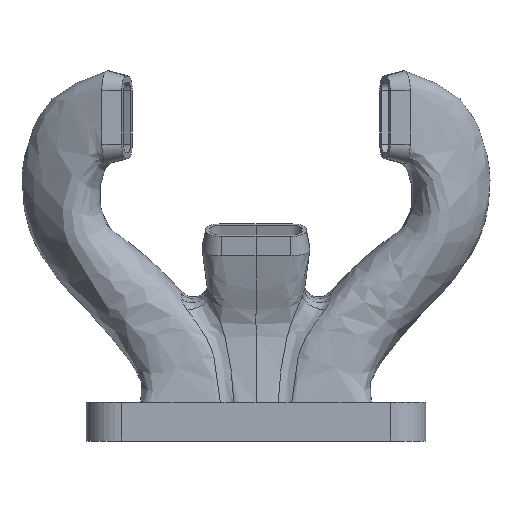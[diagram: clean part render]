
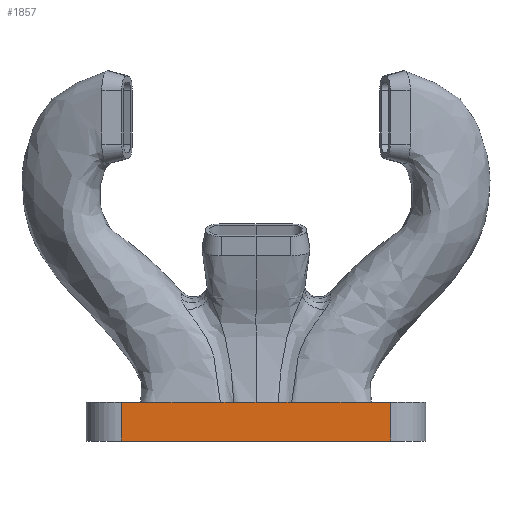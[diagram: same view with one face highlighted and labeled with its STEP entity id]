
A CAD part, front view. The second image highlights one B-rep face of the part: STEP entity #1857.
In plain terms, the highlighted planar face has unit normal (0, -1, 0).
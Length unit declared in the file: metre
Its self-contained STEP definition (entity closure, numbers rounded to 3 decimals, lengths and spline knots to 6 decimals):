
#62=LINE('',#2609,#198);
#68=LINE('',#2716,#204);
#69=LINE('',#2718,#205);
#70=LINE('',#2725,#206);
#71=LINE('',#2732,#207);
#72=LINE('',#2734,#208);
#73=LINE('',#2736,#209);
#74=LINE('',#2738,#210);
#75=LINE('',#2740,#211);
#198=VECTOR('',#2067,1.);
#204=VECTOR('',#2083,1.);
#205=VECTOR('',#2084,1.);
#206=VECTOR('',#2085,1.);
#207=VECTOR('',#2086,1.);
#208=VECTOR('',#2087,1.);
#209=VECTOR('',#2088,1.);
#210=VECTOR('',#2089,1.);
#211=VECTOR('',#2090,1.);
#372=ORIENTED_EDGE('',*,*,#941,.T.);
#373=ORIENTED_EDGE('',*,*,#952,.F.);
#374=ORIENTED_EDGE('',*,*,#953,.T.);
#375=ORIENTED_EDGE('',*,*,#954,.T.);
#376=ORIENTED_EDGE('',*,*,#955,.T.);
#377=ORIENTED_EDGE('',*,*,#956,.T.);
#378=ORIENTED_EDGE('',*,*,#957,.F.);
#379=ORIENTED_EDGE('',*,*,#958,.F.);
#380=ORIENTED_EDGE('',*,*,#959,.F.);
#381=ORIENTED_EDGE('',*,*,#960,.F.);
#382=ORIENTED_EDGE('',*,*,#961,.T.);
#941=EDGE_CURVE('',#1232,#1230,#62,.T.);
#952=EDGE_CURVE('',#1242,#1230,#68,.T.);
#953=EDGE_CURVE('',#1242,#1243,#69,.T.);
#954=EDGE_CURVE('',#1243,#1244,#1424,.F.);
#955=EDGE_CURVE('',#1244,#1245,#70,.T.);
#956=EDGE_CURVE('',#1245,#1246,#1425,.F.);
#957=EDGE_CURVE('',#1247,#1246,#71,.T.);
#958=EDGE_CURVE('',#1248,#1247,#72,.T.);
#959=EDGE_CURVE('',#1249,#1248,#73,.T.);
#960=EDGE_CURVE('',#1250,#1249,#74,.T.);
#961=EDGE_CURVE('',#1250,#1232,#75,.T.);
#1230=VERTEX_POINT('',#2607);
#1232=VERTEX_POINT('',#2610);
#1242=VERTEX_POINT('',#2717);
#1243=VERTEX_POINT('',#2719);
#1244=VERTEX_POINT('',#2724);
#1245=VERTEX_POINT('',#2726);
#1246=VERTEX_POINT('',#2731);
#1247=VERTEX_POINT('',#2733);
#1248=VERTEX_POINT('',#2735);
#1249=VERTEX_POINT('',#2737);
#1250=VERTEX_POINT('',#2739);
#1424=B_SPLINE_CURVE_WITH_KNOTS('',3,(#2720,#2721,#2722,#2723),
 .UNSPECIFIED.,.F.,.F.,(4,4),(0.,1.),.UNSPECIFIED.);
#1425=B_SPLINE_CURVE_WITH_KNOTS('',3,(#2727,#2728,#2729,#2730),
 .UNSPECIFIED.,.F.,.F.,(4,4),(0.,1.),.UNSPECIFIED.);
#1558=EDGE_LOOP('',(#372,#373,#374,#375,#376,#377,#378,#379,#380,#381,#382));
#1682=FACE_BOUND('',#1558,.T.);
#1801=PLANE('',#1982);
#1857=ADVANCED_FACE('',(#1682),#1801,.F.);
#1982=AXIS2_PLACEMENT_3D('',#2715,#2081,#2082);
#2067=DIRECTION('',(1.,0.,0.));
#2081=DIRECTION('',(0.,1.,0.));
#2082=DIRECTION('',(0.,0.,1.));
#2083=DIRECTION('',(0.,0.,-1.));
#2084=DIRECTION('',(-1.,0.,0.));
#2085=DIRECTION('',(-1.,0.,0.));
#2086=DIRECTION('',(1.,0.,0.));
#2087=DIRECTION('',(1.,0.,0.));
#2088=DIRECTION('',(1.,0.,0.));
#2089=DIRECTION('',(1.,0.,0.));
#2090=DIRECTION('',(0.,0.,-1.));
#2607=CARTESIAN_POINT('',(0.0175,-0.007,0.));
#2609=CARTESIAN_POINT('',(-0.01625,-0.007,0.));
#2610=CARTESIAN_POINT('',(-0.0175,-0.007,0.));
#2715=CARTESIAN_POINT('',(-0.01625,-0.007,0.005));
#2716=CARTESIAN_POINT('',(0.0175,-0.007,0.005));
#2717=CARTESIAN_POINT('',(0.0175,-0.007,0.005));
#2718=CARTESIAN_POINT('',(0.01625,-0.007,0.005));
#2719=CARTESIAN_POINT('',(0.013,-0.007,0.005));
#2720=CARTESIAN_POINT('',(0.0055,-0.007,0.005));
#2721=CARTESIAN_POINT('',(0.008,-0.007,0.005));
#2722=CARTESIAN_POINT('',(0.0105,-0.007,0.005));
#2723=CARTESIAN_POINT('',(0.013,-0.007,0.005));
#2724=CARTESIAN_POINT('',(0.0055,-0.007,0.005));
#2725=CARTESIAN_POINT('',(0.01625,-0.007,0.005));
#2726=CARTESIAN_POINT('',(0.002,-0.007,0.005));
#2727=CARTESIAN_POINT('',(0.,-0.007,0.005));
#2728=CARTESIAN_POINT('',(0.000667,-0.007,0.005));
#2729=CARTESIAN_POINT('',(0.001333,-0.007,0.005));
#2730=CARTESIAN_POINT('',(0.002,-0.007,0.005));
#2731=CARTESIAN_POINT('',(0.,-0.007,0.005));
#2732=CARTESIAN_POINT('',(0.,-0.007,0.005));
#2733=CARTESIAN_POINT('',(-0.002,-0.007,0.005));
#2734=CARTESIAN_POINT('',(-0.01625,-0.007,0.005));
#2735=CARTESIAN_POINT('',(-0.0055,-0.007,0.005));
#2736=CARTESIAN_POINT('',(-0.01625,-0.007,0.005));
#2737=CARTESIAN_POINT('',(-0.013,-0.007,0.005));
#2738=CARTESIAN_POINT('',(-0.01625,-0.007,0.005));
#2739=CARTESIAN_POINT('',(-0.0175,-0.007,0.005));
#2740=CARTESIAN_POINT('',(-0.0175,-0.007,0.005));
